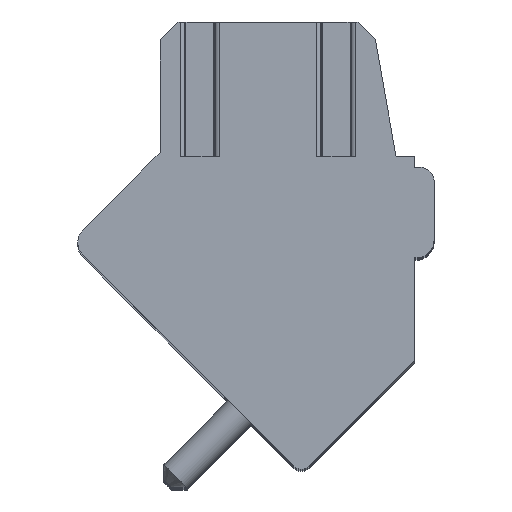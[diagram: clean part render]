
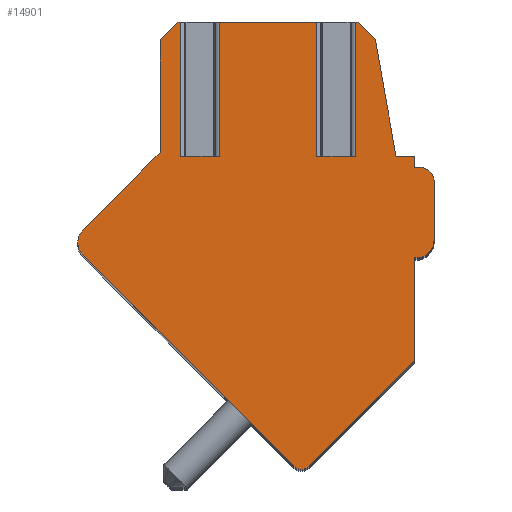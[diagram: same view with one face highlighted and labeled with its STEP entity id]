
A CAD part, top view. The second image highlights one B-rep face of the part: STEP entity #14901.
In plain terms, the highlighted planar face has unit normal (0, 0, 1).
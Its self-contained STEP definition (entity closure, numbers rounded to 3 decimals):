
#2154=DIRECTION('',(0.707,-0.707,0.));
#2155=VECTOR('',#2154,8.2);
#2156=CARTESIAN_POINT('',(-4.761,0.072,1.75));
#2157=LINE('',#2156,#2155);
#2479=DIRECTION('',(1.,0.,0.));
#2480=VECTOR('',#2479,1.07);
#2481=CARTESIAN_POINT('',(1.673,2.8,1.75));
#2482=LINE('',#2481,#2480);
#2483=DIRECTION('',(0.,1.,0.));
#2484=VECTOR('',#2483,3.7);
#2485=CARTESIAN_POINT('',(2.743,2.8,1.75));
#2486=LINE('',#2485,#2484);
#2487=DIRECTION('',(-1.,0.,0.));
#2488=VECTOR('',#2487,0.068);
#2489=CARTESIAN_POINT('',(2.811,6.5,1.75));
#2490=LINE('',#2489,#2488);
#2491=DIRECTION('',(-0.707,0.707,0.));
#2492=VECTOR('',#2491,0.677);
#2493=CARTESIAN_POINT('',(3.29,6.021,1.75));
#2494=LINE('',#2493,#2492);
#2495=DIRECTION('',(-0.174,0.985,0.));
#2496=VECTOR('',#2495,3.271);
#2497=CARTESIAN_POINT('',(3.858,2.8,1.75));
#2498=LINE('',#2497,#2496);
#2499=DIRECTION('',(-1.,0.,0.));
#2500=VECTOR('',#2499,0.5);
#2501=CARTESIAN_POINT('',(4.358,2.8,1.75));
#2502=LINE('',#2501,#2500);
#2503=DIRECTION('',(0.,1.,0.));
#2504=VECTOR('',#2503,0.3);
#2505=CARTESIAN_POINT('',(4.358,2.5,1.75));
#2506=LINE('',#2505,#2504);
#2507=DIRECTION('',(-1.,0.,0.));
#2508=VECTOR('',#2507,0.15);
#2509=CARTESIAN_POINT('',(4.508,2.5,1.75));
#2510=LINE('',#2509,#2508);
#2511=CARTESIAN_POINT('',(4.508,2.1,1.75));
#2512=DIRECTION('',(0.,0.,1.));
#2513=DIRECTION('',(1.,0.,0.));
#2514=AXIS2_PLACEMENT_3D('',#2511,#2512,#2513);
#2516=DIRECTION('',(0.,1.,0.));
#2517=VECTOR('',#2516,1.6);
#2518=CARTESIAN_POINT('',(4.908,0.5,1.75));
#2519=LINE('',#2518,#2517);
#2520=CARTESIAN_POINT('',(4.408,0.5,1.75));
#2521=DIRECTION('',(0.,0.,1.));
#2522=DIRECTION('',(0.,-1.,0.));
#2523=AXIS2_PLACEMENT_3D('',#2520,#2521,#2522);
#2525=DIRECTION('',(1.,0.,0.));
#2526=VECTOR('',#2525,0.05);
#2527=CARTESIAN_POINT('',(4.358,0.,1.75));
#2528=LINE('',#2527,#2526);
#2529=DIRECTION('',(0.,1.,0.));
#2530=VECTOR('',#2529,2.83);
#2531=CARTESIAN_POINT('',(4.358,-2.83,1.75));
#2532=LINE('',#2531,#2530);
#2533=DIRECTION('',(0.707,0.707,0.));
#2534=VECTOR('',#2533,4.096);
#2535=CARTESIAN_POINT('',(1.461,-5.727,1.75));
#2536=LINE('',#2535,#2534);
#2537=CARTESIAN_POINT('',(1.249,-5.515,1.75));
#2538=DIRECTION('',(0.,0.,1.));
#2539=DIRECTION('',(-0.707,-0.707,0.));
#2540=AXIS2_PLACEMENT_3D('',#2537,#2538,#2539);
#2542=CARTESIAN_POINT('',(-4.408,0.425,1.75));
#2543=DIRECTION('',(0.,0.,1.));
#2544=DIRECTION('',(-0.707,0.707,0.));
#2545=AXIS2_PLACEMENT_3D('',#2542,#2543,#2544);
#2547=DIRECTION('',(-0.707,-0.707,0.));
#2548=VECTOR('',#2547,2.997);
#2549=CARTESIAN_POINT('',(-2.642,2.898,1.75));
#2550=LINE('',#2549,#2548);
#2551=DIRECTION('',(0.,-1.,0.));
#2552=VECTOR('',#2551,3.111);
#2553=CARTESIAN_POINT('',(-2.642,6.009,1.75));
#2554=LINE('',#2553,#2552);
#2555=DIRECTION('',(-0.707,-0.707,0.));
#2556=VECTOR('',#2555,0.694);
#2557=CARTESIAN_POINT('',(-2.151,6.5,1.75));
#2558=LINE('',#2557,#2556);
#2559=DIRECTION('',(-1.,0.,0.));
#2560=VECTOR('',#2559,0.074);
#2561=CARTESIAN_POINT('',(-2.077,6.5,1.75));
#2562=LINE('',#2561,#2560);
#2563=DIRECTION('',(0.,1.,0.));
#2564=VECTOR('',#2563,3.7);
#2565=CARTESIAN_POINT('',(-2.077,2.8,1.75));
#2566=LINE('',#2565,#2564);
#2567=DIRECTION('',(1.,0.,0.));
#2568=VECTOR('',#2567,1.07);
#2569=CARTESIAN_POINT('',(-2.077,2.8,1.75));
#2570=LINE('',#2569,#2568);
#2571=DIRECTION('',(0.,1.,0.));
#2572=VECTOR('',#2571,3.7);
#2573=CARTESIAN_POINT('',(-1.007,2.8,1.75));
#2574=LINE('',#2573,#2572);
#2575=DIRECTION('',(-1.,0.,0.));
#2576=VECTOR('',#2575,2.68);
#2577=CARTESIAN_POINT('',(1.673,6.5,1.75));
#2578=LINE('',#2577,#2576);
#2579=DIRECTION('',(0.,1.,0.));
#2580=VECTOR('',#2579,3.7);
#2581=CARTESIAN_POINT('',(1.673,2.8,1.75));
#2582=LINE('',#2581,#2580);
#9404=CARTESIAN_POINT('',(1.673,2.8,1.75));
#9405=CARTESIAN_POINT('',(2.743,2.8,1.75));
#9406=VERTEX_POINT('',#9404);
#9407=VERTEX_POINT('',#9405);
#9408=CARTESIAN_POINT('',(2.743,6.5,1.75));
#9409=VERTEX_POINT('',#9408);
#9410=CARTESIAN_POINT('',(1.673,6.5,1.75));
#9411=VERTEX_POINT('',#9410);
#9424=CARTESIAN_POINT('',(-2.077,2.8,1.75));
#9425=CARTESIAN_POINT('',(-1.007,2.8,1.75));
#9426=VERTEX_POINT('',#9424);
#9427=VERTEX_POINT('',#9425);
#9428=CARTESIAN_POINT('',(-1.007,6.5,1.75));
#9429=VERTEX_POINT('',#9428);
#9430=CARTESIAN_POINT('',(-2.077,6.5,1.75));
#9431=VERTEX_POINT('',#9430);
#9522=CARTESIAN_POINT('',(1.037,-5.727,1.75));
#9523=CARTESIAN_POINT('',(1.461,-5.727,1.75));
#9524=VERTEX_POINT('',#9522);
#9525=VERTEX_POINT('',#9523);
#9526=CARTESIAN_POINT('',(4.358,-2.83,1.75));
#9527=VERTEX_POINT('',#9526);
#9528=CARTESIAN_POINT('',(4.358,0.,1.75));
#9529=VERTEX_POINT('',#9528);
#9530=CARTESIAN_POINT('',(4.408,0.,1.75));
#9531=VERTEX_POINT('',#9530);
#9532=CARTESIAN_POINT('',(4.908,0.5,1.75));
#9533=VERTEX_POINT('',#9532);
#9534=CARTESIAN_POINT('',(4.908,2.1,1.75));
#9535=VERTEX_POINT('',#9534);
#9536=CARTESIAN_POINT('',(4.508,2.5,1.75));
#9537=VERTEX_POINT('',#9536);
#9538=CARTESIAN_POINT('',(4.358,2.5,1.75));
#9539=VERTEX_POINT('',#9538);
#9540=CARTESIAN_POINT('',(4.358,2.8,1.75));
#9541=VERTEX_POINT('',#9540);
#9542=CARTESIAN_POINT('',(3.858,2.8,1.75));
#9543=VERTEX_POINT('',#9542);
#9544=CARTESIAN_POINT('',(3.29,6.021,1.75));
#9545=VERTEX_POINT('',#9544);
#9546=CARTESIAN_POINT('',(2.811,6.5,1.75));
#9547=VERTEX_POINT('',#9546);
#9548=CARTESIAN_POINT('',(-2.151,6.5,1.75));
#9549=CARTESIAN_POINT('',(-2.642,6.009,1.75));
#9550=VERTEX_POINT('',#9548);
#9551=VERTEX_POINT('',#9549);
#9552=CARTESIAN_POINT('',(-4.761,0.779,1.75));
#9553=CARTESIAN_POINT('',(-4.761,0.072,1.75));
#9554=VERTEX_POINT('',#9552);
#9555=VERTEX_POINT('',#9553);
#9560=CARTESIAN_POINT('',(-2.642,2.898,1.75));
#9562=VERTEX_POINT('',#9560);
#14858=CARTESIAN_POINT('',(0.,0.,1.75));
#14859=DIRECTION('',(0.,0.,1.));
#14860=DIRECTION('',(1.,0.,0.));
#14861=AXIS2_PLACEMENT_3D('',#14858,#14859,#14860);
#14862=PLANE('',#14861);
#14864=ORIENTED_EDGE('',*,*,#14863,.T.);
#14866=ORIENTED_EDGE('',*,*,#14865,.T.);
#14867=ORIENTED_EDGE('',*,*,#12126,.F.);
#14868=ORIENTED_EDGE('',*,*,#12354,.F.);
#14869=ORIENTED_EDGE('',*,*,#12368,.F.);
#14870=ORIENTED_EDGE('',*,*,#12382,.F.);
#14871=ORIENTED_EDGE('',*,*,#12483,.F.);
#14872=ORIENTED_EDGE('',*,*,#12499,.F.);
#14873=ORIENTED_EDGE('',*,*,#13081,.F.);
#14874=ORIENTED_EDGE('',*,*,#13258,.F.);
#14875=ORIENTED_EDGE('',*,*,#13435,.F.);
#14876=ORIENTED_EDGE('',*,*,#13612,.F.);
#14877=ORIENTED_EDGE('',*,*,#13796,.F.);
#14878=ORIENTED_EDGE('',*,*,#14413,.F.);
#14879=ORIENTED_EDGE('',*,*,#14591,.F.);
#14880=ORIENTED_EDGE('',*,*,#14464,.F.);
#14882=ORIENTED_EDGE('',*,*,#14881,.F.);
#14884=ORIENTED_EDGE('',*,*,#14883,.F.);
#14886=ORIENTED_EDGE('',*,*,#14885,.F.);
#14888=ORIENTED_EDGE('',*,*,#14887,.F.);
#14889=ORIENTED_EDGE('',*,*,#12158,.F.);
#14891=ORIENTED_EDGE('',*,*,#14890,.F.);
#14893=ORIENTED_EDGE('',*,*,#14892,.T.);
#14895=ORIENTED_EDGE('',*,*,#14894,.T.);
#14896=ORIENTED_EDGE('',*,*,#12142,.F.);
#14898=ORIENTED_EDGE('',*,*,#14897,.F.);
#14899=EDGE_LOOP('',(#14864,#14866,#14867,#14868,#14869,#14870,#14871,#14872,
#14873,#14874,#14875,#14876,#14877,#14878,#14879,#14880,#14882,#14884,#14886,
#14888,#14889,#14891,#14893,#14895,#14896,#14898));
#14900=FACE_OUTER_BOUND('',#14899,.F.);
#2515=CIRCLE('',#2514,0.4);
#2524=CIRCLE('',#2523,0.5);
#2541=CIRCLE('',#2540,0.3);
#2546=CIRCLE('',#2545,0.5);
#12126=EDGE_CURVE('',#9547,#9409,#2490,.T.);
#12142=EDGE_CURVE('',#9411,#9429,#2578,.T.);
#12158=EDGE_CURVE('',#9431,#9550,#2562,.T.);
#12354=EDGE_CURVE('',#9545,#9547,#2494,.T.);
#12368=EDGE_CURVE('',#9543,#9545,#2498,.T.);
#12382=EDGE_CURVE('',#9541,#9543,#2502,.T.);
#12483=EDGE_CURVE('',#9539,#9541,#2506,.T.);
#12499=EDGE_CURVE('',#9537,#9539,#2510,.T.);
#13081=EDGE_CURVE('',#9535,#9537,#2515,.T.);
#13258=EDGE_CURVE('',#9533,#9535,#2519,.T.);
#13435=EDGE_CURVE('',#9531,#9533,#2524,.T.);
#13612=EDGE_CURVE('',#9529,#9531,#2528,.T.);
#13796=EDGE_CURVE('',#9527,#9529,#2532,.T.);
#14413=EDGE_CURVE('',#9525,#9527,#2536,.T.);
#14464=EDGE_CURVE('',#9555,#9524,#2157,.T.);
#14591=EDGE_CURVE('',#9524,#9525,#2541,.T.);
#14863=EDGE_CURVE('',#9406,#9407,#2482,.T.);
#14865=EDGE_CURVE('',#9407,#9409,#2486,.T.);
#14881=EDGE_CURVE('',#9554,#9555,#2546,.T.);
#14883=EDGE_CURVE('',#9562,#9554,#2550,.T.);
#14885=EDGE_CURVE('',#9551,#9562,#2554,.T.);
#14887=EDGE_CURVE('',#9550,#9551,#2558,.T.);
#14890=EDGE_CURVE('',#9426,#9431,#2566,.T.);
#14892=EDGE_CURVE('',#9426,#9427,#2570,.T.);
#14894=EDGE_CURVE('',#9427,#9429,#2574,.T.);
#14897=EDGE_CURVE('',#9406,#9411,#2582,.T.);
#14901=ADVANCED_FACE('',(#14900),#14862,.T.);
